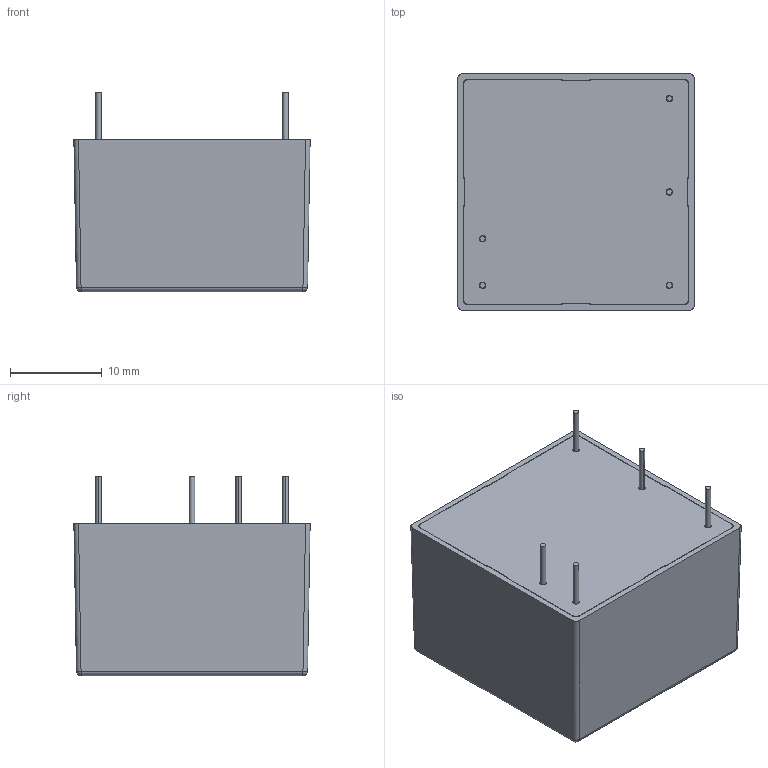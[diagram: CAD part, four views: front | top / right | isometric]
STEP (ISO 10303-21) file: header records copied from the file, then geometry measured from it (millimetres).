
FILE_DESCRIPTION (( 'STEP AP214' ), '1' );
FILE_NAME ('tmps05.STEP', '2015-10-13T07:37:45', ( '' ), ( '' ), 'SwSTEP 2.0', 'SolidWorks 2013', '' );
FILE_SCHEMA (( 'AUTOMOTIVE_DESIGN' ));
Length unit declared in the file: millimetre
Products named in the file (3): base; case; tmps05
Assembly tree (2 placements, depth 2):
  tmps05
    case
    base
Bounding box: 25.7 x 25.7 x 21.68 mm (x, y, z)
Volume: 10649.8 mm3; surface area: 4294 mm2
Topology: 2 solids, 2 shells, 103 faces, 264 edges, 172 vertices
Faces by surface type: plane 60, cylinder 39, bspline 4
Entity records: 4415 total; most frequent: CARTESIAN_POINT 640, ORIENTED_EDGE 528, DIRECTION 526, EDGE_CURVE 264, VECTOR 186, LINE 186, VERTEX_POINT 172, AXIS2_PLACEMENT_3D 170
